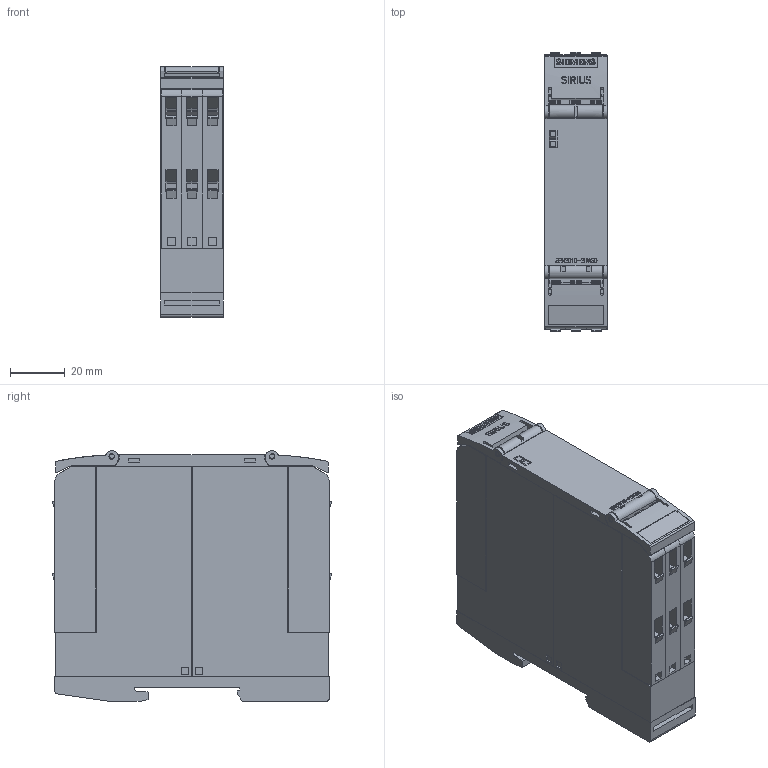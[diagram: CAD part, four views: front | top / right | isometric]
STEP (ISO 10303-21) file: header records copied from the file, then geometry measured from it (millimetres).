
FILE_DESCRIPTION(('STEP AP214'),'1');
FILE_NAME('cctmp_7960AD4A-F4C7-4616-8C8C-C91C356FDAD9_2023_07_21_09_47_59_0892..stp','2023-07-21T07:48:02',('SIEMENS A&D'),('CADClick - www.CADClick.com'),'Spatial InterOp 3D postprocessed',' ','unknown authorization');
FILE_SCHEMA(('AUTOMOTIVE_DESIGN'));
Length unit declared in the file: millimetre
Products named in the file (1): 2023_07_21_09_47_59_0831
Bounding box: 22.8 x 101.96 x 91.42 mm (x, y, z)
Volume: 190071.2 mm3; surface area: 52038.7 mm2
Topology: 1 solids, 1 shells, 1549 faces, 4384 edges, 2908 vertices
Faces by surface type: plane 1324, cylinder 209, torus 16
Entity records: 83947 total; most frequent: CARTESIAN_POINT 9398, STYLED_ITEM 8834, PRESENTATION_STYLE_ASSIGNMENT 8834, ORIENTED_EDGE 8752, DIRECTION 7973, EDGE_CURVE 4376, CURVE_STYLE 4376, DRAUGHTING_PRE_DEFINED_CURVE_FONT 4376
